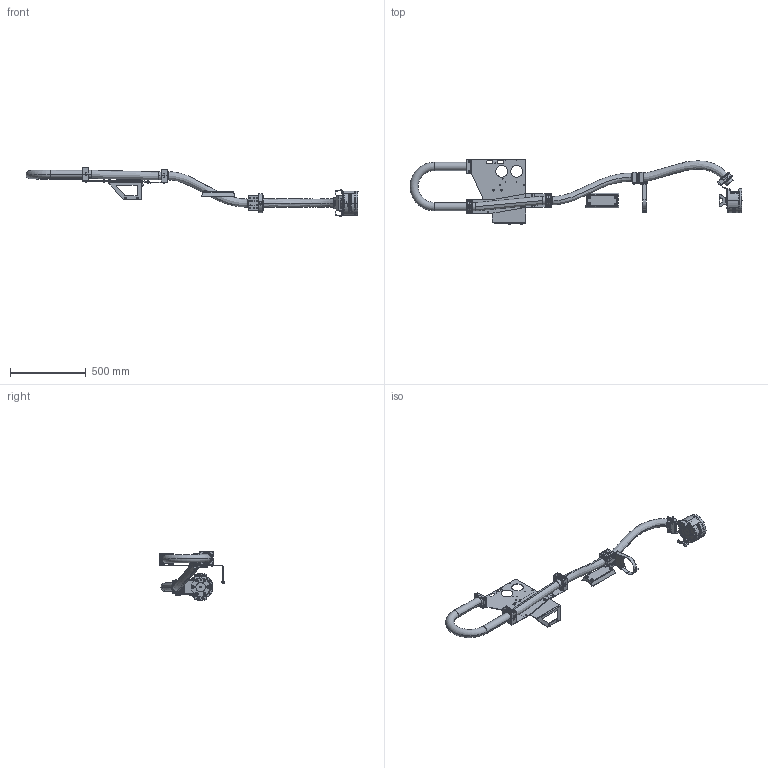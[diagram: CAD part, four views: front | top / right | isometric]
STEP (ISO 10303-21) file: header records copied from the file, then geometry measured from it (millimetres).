
FILE_DESCRIPTION (( 'STEP AP214' ), '1' );
FILE_NAME ('TS431-410.STEP', '2021-09-29T13:20:03', ( '' ), ( '' ), 'SwSTEP 2.0', 'SolidWorks 2019', '' );
FILE_SCHEMA (( 'AUTOMOTIVE_DESIGN' ));
Length unit declared in the file: millimetre
Products named in the file (1): TS431-410
Bounding box: 2194.75 x 426 x 322.76 mm (x, y, z)
Volume: 3691189.3 mm3; surface area: 2043552.9 mm2
Topology: 92 solids, 92 shells, 5176 faces, 13151 edges, 8254 vertices
Faces by surface type: plane 1931, cylinder 1688, bspline 992, cone 238, torus 227, sphere 100
Entity records: 283046 total; most frequent: CARTESIAN_POINT 105870, ORIENTED_EDGE 25918, DIRECTION 22997, EDGE_CURVE 12959, AXIS2_PLACEMENT_3D 8368, VERTEX_POINT 8246, LINE 6261, VECTOR 6261
